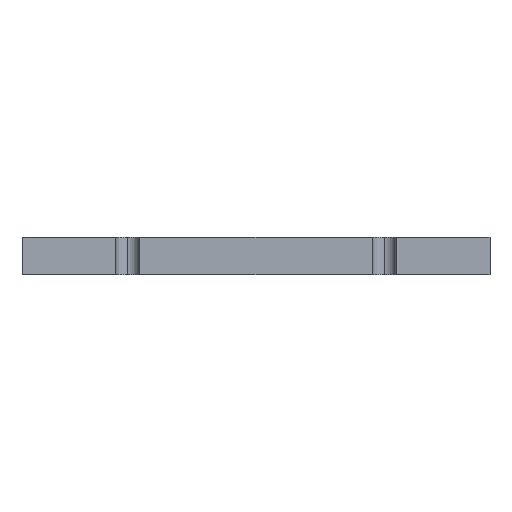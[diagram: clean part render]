
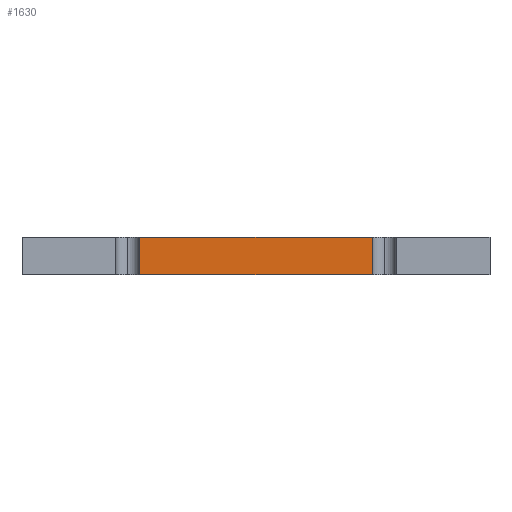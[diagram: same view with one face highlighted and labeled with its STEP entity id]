
A CAD part, left-side view. The second image highlights one B-rep face of the part: STEP entity #1630.
In plain terms, the highlighted planar face has unit normal (-1, 0, 0).
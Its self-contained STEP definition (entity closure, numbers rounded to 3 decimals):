
#9 = ORIENTED_EDGE ( 'NONE', *, *, #711, .F. ) ;
#35 = LINE ( 'NONE', #489, #938 ) ;
#109 = CARTESIAN_POINT ( 'NONE',  ( -22.3, 15.15, 4.8 ) ) ;
#200 = EDGE_LOOP ( 'NONE', ( #9, #1607, #1337, #1682 ) ) ;
#211 = EDGE_CURVE ( 'NONE', #1964, #1760, #35, .T. ) ;
#315 = AXIS2_PLACEMENT_3D ( 'NONE', #612, #437, #1229 ) ;
#437 = DIRECTION ( 'NONE',  ( -1., 0., 0. ) ) ;
#455 = PLANE ( 'NONE',  #315 ) ;
#489 = CARTESIAN_POINT ( 'NONE',  ( -22.3, -0.25, 4.8 ) ) ;
#568 = LINE ( 'NONE', #1052, #1765 ) ;
#576 = LINE ( 'NONE', #109, #1602 ) ;
#598 = DIRECTION ( 'NONE',  ( 0., 1., 0. ) ) ;
#612 = CARTESIAN_POINT ( 'NONE',  ( -22.3, -0.25, 4.8 ) ) ;
#711 = EDGE_CURVE ( 'NONE', #1004, #1811, #568, .T. ) ;
#938 = VECTOR ( 'NONE', #1122, 1000. ) ;
#978 = CARTESIAN_POINT ( 'NONE',  ( -22.3, 15.15, 4.8 ) ) ;
#1004 = VERTEX_POINT ( 'NONE', #1174 ) ;
#1052 = CARTESIAN_POINT ( 'NONE',  ( -22.3, -0.25, 0. ) ) ;
#1122 = DIRECTION ( 'NONE',  ( 0., 1., 0. ) ) ;
#1174 = CARTESIAN_POINT ( 'NONE',  ( -22.3, -14.45, 0. ) ) ;
#1229 = DIRECTION ( 'NONE',  ( 0., 0., 1. ) ) ;
#1275 = EDGE_CURVE ( 'NONE', #1760, #1811, #576, .T. ) ;
#1286 = CARTESIAN_POINT ( 'NONE',  ( -22.3, -14.45, 0. ) ) ;
#1337 = ORIENTED_EDGE ( 'NONE', *, *, #211, .T. ) ;
#1431 = CARTESIAN_POINT ( 'NONE',  ( -22.3, 15.15, 0. ) ) ;
#1498 = DIRECTION ( 'NONE',  ( 0., 0., -1. ) ) ;
#1507 = VECTOR ( 'NONE', #1912, 1000. ) ;
#1590 = LINE ( 'NONE', #1286, #1507 ) ;
#1602 = VECTOR ( 'NONE', #1498, 1000. ) ;
#1607 = ORIENTED_EDGE ( 'NONE', *, *, #1773, .T. ) ;
#1630 = ADVANCED_FACE ( 'NONE', ( #1996 ), #455, .T. ) ;
#1682 = ORIENTED_EDGE ( 'NONE', *, *, #1275, .T. ) ;
#1760 = VERTEX_POINT ( 'NONE', #978 ) ;
#1765 = VECTOR ( 'NONE', #598, 1000. ) ;
#1772 = CARTESIAN_POINT ( 'NONE',  ( -22.3, -14.45, 4.8 ) ) ;
#1773 = EDGE_CURVE ( 'NONE', #1004, #1964, #1590, .T. ) ;
#1811 = VERTEX_POINT ( 'NONE', #1431 ) ;
#1912 = DIRECTION ( 'NONE',  ( 0., 0., 1. ) ) ;
#1964 = VERTEX_POINT ( 'NONE', #1772 ) ;
#1996 = FACE_OUTER_BOUND ( 'NONE', #200, .T. ) ;
